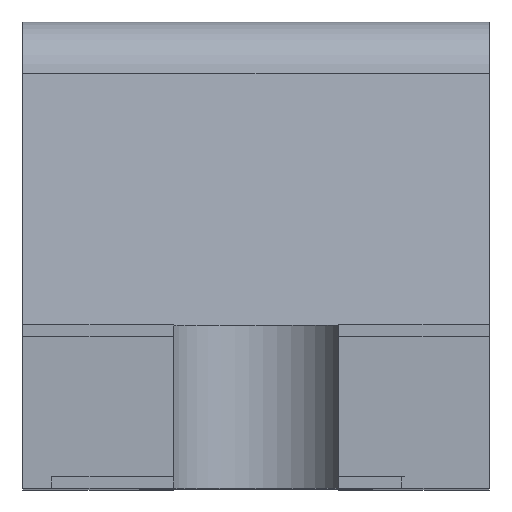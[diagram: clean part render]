
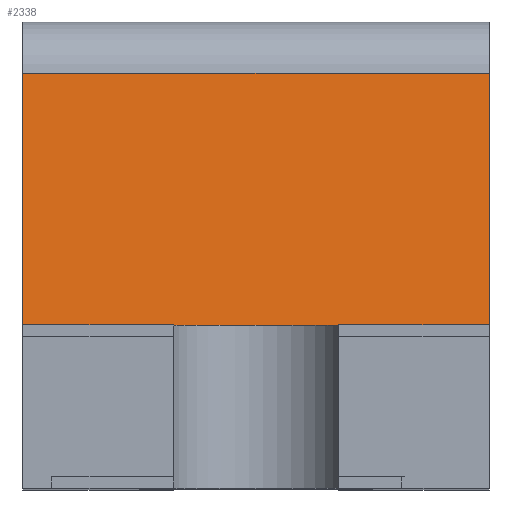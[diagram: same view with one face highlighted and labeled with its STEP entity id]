
A CAD part, top view. The second image highlights one B-rep face of the part: STEP entity #2338.
In plain terms, the highlighted planar face has unit normal (0, 0.122, 0.993).
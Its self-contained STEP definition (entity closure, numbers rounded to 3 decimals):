
#66 = LINE ( 'NONE', #1185, #1666 ) ;
#68 = VERTEX_POINT ( 'NONE', #1773 ) ;
#75 = VERTEX_POINT ( 'NONE', #2267 ) ;
#78 = DIRECTION ( 'NONE',  ( 1., 0., 0. ) ) ;
#274 = CARTESIAN_POINT ( 'NONE',  ( 0., 0.28, 0.55 ) ) ;
#344 = ORIENTED_EDGE ( 'NONE', *, *, #2463, .T. ) ;
#455 = CARTESIAN_POINT ( 'NONE',  ( 0.4, 0.28, 0.55 ) ) ;
#569 = CARTESIAN_POINT ( 'NONE',  ( -0.4, 0.712, 0.497 ) ) ;
#664 = LINE ( 'NONE', #455, #1162 ) ;
#680 = EDGE_CURVE ( 'NONE', #2426, #75, #66, .T. ) ;
#770 = ORIENTED_EDGE ( 'NONE', *, *, #1072, .T. ) ;
#822 = CARTESIAN_POINT ( 'NONE',  ( 0.4, 0.712, 0.497 ) ) ;
#898 = LINE ( 'NONE', #274, #1593 ) ;
#986 = FACE_OUTER_BOUND ( 'NONE', #1441, .T. ) ;
#1071 = AXIS2_PLACEMENT_3D ( 'NONE', #1664, #1642, #1837 ) ;
#1072 = EDGE_CURVE ( 'NONE', #75, #1211, #1237, .T. ) ;
#1162 = VECTOR ( 'NONE', #1929, 1000. ) ;
#1185 = CARTESIAN_POINT ( 'NONE',  ( 0., 0.712, 0.497 ) ) ;
#1211 = VERTEX_POINT ( 'NONE', #2145 ) ;
#1237 = LINE ( 'NONE', #569, #1847 ) ;
#1242 = PLANE ( 'NONE',  #1071 ) ;
#1418 = EDGE_CURVE ( 'NONE', #1211, #68, #898, .T. ) ;
#1441 = EDGE_LOOP ( 'NONE', ( #770, #2166, #344, #2710 ) ) ;
#1593 = VECTOR ( 'NONE', #78, 1000. ) ;
#1642 = DIRECTION ( 'NONE',  ( 0., 0.122, 0.993 ) ) ;
#1664 = CARTESIAN_POINT ( 'NONE',  ( 0., 0.8, 0.486 ) ) ;
#1666 = VECTOR ( 'NONE', #2011, 1000. ) ;
#1773 = CARTESIAN_POINT ( 'NONE',  ( 0.4, 0.28, 0.55 ) ) ;
#1837 = DIRECTION ( 'NONE',  ( 0., -0.993, 0.122 ) ) ;
#1847 = VECTOR ( 'NONE', #2020, 1000. ) ;
#1929 = DIRECTION ( 'NONE',  ( 0., 0.993, -0.122 ) ) ;
#2011 = DIRECTION ( 'NONE',  ( -1., 0., 0. ) ) ;
#2020 = DIRECTION ( 'NONE',  ( 0., -0.993, 0.122 ) ) ;
#2145 = CARTESIAN_POINT ( 'NONE',  ( -0.4, 0.28, 0.55 ) ) ;
#2166 = ORIENTED_EDGE ( 'NONE', *, *, #1418, .T. ) ;
#2267 = CARTESIAN_POINT ( 'NONE',  ( -0.4, 0.712, 0.497 ) ) ;
#2338 = ADVANCED_FACE ( 'NONE', ( #986 ), #1242, .T. ) ;
#2426 = VERTEX_POINT ( 'NONE', #822 ) ;
#2463 = EDGE_CURVE ( 'NONE', #68, #2426, #664, .T. ) ;
#2710 = ORIENTED_EDGE ( 'NONE', *, *, #680, .T. ) ;
